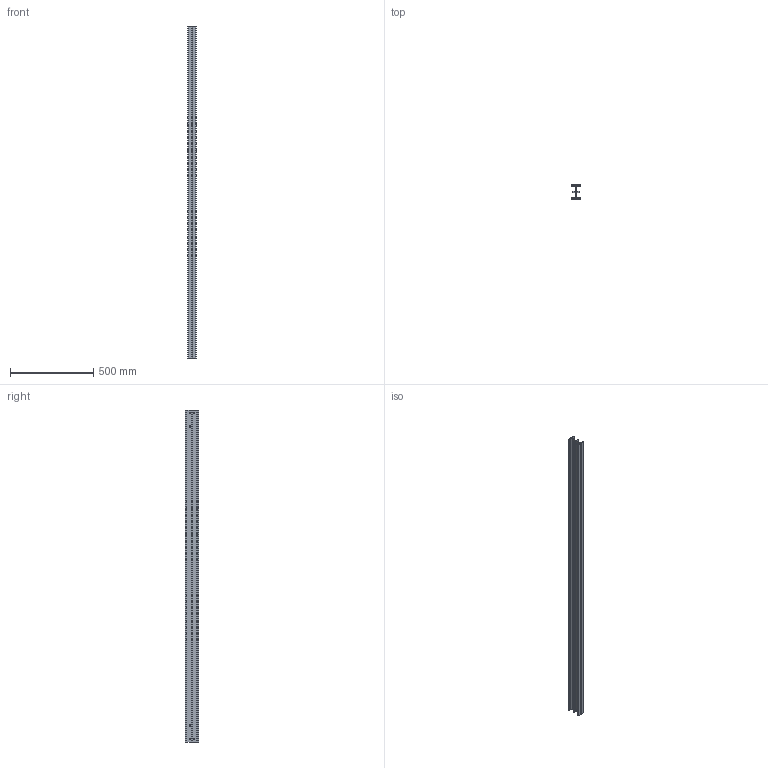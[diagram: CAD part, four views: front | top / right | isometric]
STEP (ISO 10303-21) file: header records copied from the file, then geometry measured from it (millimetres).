
FILE_DESCRIPTION (( 'STEP AP203' ), '1' );
FILE_NAME ('T85000.STEP', '2018-09-21T12:43:38', ( '' ), ( '' ), 'SwSTEP 2.0', 'SolidWorks 2016', '' );
FILE_SCHEMA (( 'CONFIG_CONTROL_DESIGN' ));
Length unit declared in the file: millimetre
Products named in the file (1): T85000
Bounding box: 49 x 82.5 x 2000 mm (x, y, z)
Volume: 1884126.3 mm3; surface area: 889889.1 mm2
Topology: 34 solids, 34 shells, 476 faces, 1217 edges, 810 vertices
Faces by surface type: plane 317, bspline 99, cylinder 56, cone 4
Entity records: 19346 total; most frequent: CARTESIAN_POINT 8259, ORIENTED_EDGE 2434, DIRECTION 1891, EDGE_CURVE 1217, LINE 903, VECTOR 903, VERTEX_POINT 810, EDGE_LOOP 511
